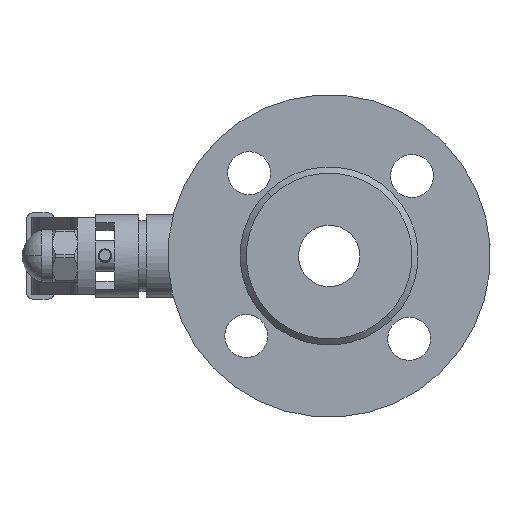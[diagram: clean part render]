
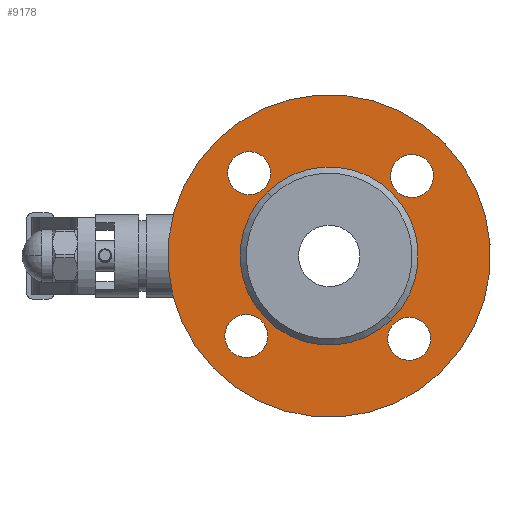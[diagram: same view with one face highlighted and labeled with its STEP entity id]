
A CAD part, left-side view. The second image highlights one B-rep face of the part: STEP entity #9178.
In plain terms, the highlighted face is planar.
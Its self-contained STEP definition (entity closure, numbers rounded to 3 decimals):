
#161 = EDGE_CURVE ( 'NONE', #5377, #6005, #4858, .T. ) ;
#175 = CARTESIAN_POINT ( 'NONE',  ( 37.5, 2., -7. ) ) ;
#272 = ORIENTED_EDGE ( 'NONE', *, *, #4843, .F. ) ;
#283 = EDGE_CURVE ( 'NONE', #6042, #1634, #5681, .T. ) ;
#312 = DIRECTION ( 'NONE',  ( 0., 0., -1. ) ) ;
#340 = CARTESIAN_POINT ( 'NONE',  ( 0., 2., 30.5 ) ) ;
#371 = CIRCLE ( 'NONE', #8245, 7. ) ;
#464 = EDGE_CURVE ( 'NONE', #6785, #2197, #7321, .T. ) ;
#563 = CIRCLE ( 'NONE', #3499, 7. ) ;
#661 = FACE_BOUND ( 'NONE', #2003, .T. ) ;
#680 = CARTESIAN_POINT ( 'NONE',  ( 37.5, 2., 0. ) ) ;
#707 = FACE_BOUND ( 'NONE', #2073, .T. ) ;
#1021 = CARTESIAN_POINT ( 'NONE',  ( -37.5, 2., 7. ) ) ;
#1045 = CIRCLE ( 'NONE', #5146, 29. ) ;
#1281 = DIRECTION ( 'NONE',  ( 0., 0., -1. ) ) ;
#1349 = EDGE_CURVE ( 'NONE', #9519, #3911, #371, .T. ) ;
#1614 = CARTESIAN_POINT ( 'NONE',  ( 37.5, 2., 0. ) ) ;
#1634 = VERTEX_POINT ( 'NONE', #6021 ) ;
#1648 = CARTESIAN_POINT ( 'NONE',  ( 37.5, 2., 7. ) ) ;
#1764 = AXIS2_PLACEMENT_3D ( 'NONE', #5079, #9769, #6571 ) ;
#1830 = DIRECTION ( 'NONE',  ( 0., 0., -1. ) ) ;
#1955 = DIRECTION ( 'NONE',  ( 0., -1., 0. ) ) ;
#1962 = EDGE_LOOP ( 'NONE', ( #8543, #5195 ) ) ;
#2003 = EDGE_LOOP ( 'NONE', ( #5239, #3862 ) ) ;
#2046 = DIRECTION ( 'NONE',  ( 0., -1., 0. ) ) ;
#2073 = EDGE_LOOP ( 'NONE', ( #9852, #4005 ) ) ;
#2197 = VERTEX_POINT ( 'NONE', #175 ) ;
#2299 = VERTEX_POINT ( 'NONE', #4359 ) ;
#2645 = EDGE_CURVE ( 'NONE', #1634, #6042, #563, .T. ) ;
#2717 = DIRECTION ( 'NONE',  ( 0., 0., -1. ) ) ;
#2919 = DIRECTION ( 'NONE',  ( 0., 0., -1. ) ) ;
#2964 = EDGE_LOOP ( 'NONE', ( #9780, #9457 ) ) ;
#3260 = EDGE_LOOP ( 'NONE', ( #6312, #272 ) ) ;
#3271 = DIRECTION ( 'NONE',  ( 0., -1., 0. ) ) ;
#3499 = AXIS2_PLACEMENT_3D ( 'NONE', #9080, #8213, #8872 ) ;
#3682 = CARTESIAN_POINT ( 'NONE',  ( -37.5, 2., 0. ) ) ;
#3691 = AXIS2_PLACEMENT_3D ( 'NONE', #3682, #5410, #2919 ) ;
#3840 = CARTESIAN_POINT ( 'NONE',  ( 0., 2., 29. ) ) ;
#3847 = AXIS2_PLACEMENT_3D ( 'NONE', #5926, #2046, #1281 ) ;
#3851 = VERTEX_POINT ( 'NONE', #9582 ) ;
#3862 = ORIENTED_EDGE ( 'NONE', *, *, #283, .F. ) ;
#3911 = VERTEX_POINT ( 'NONE', #1021 ) ;
#4005 = ORIENTED_EDGE ( 'NONE', *, *, #6534, .F. ) ;
#4079 = CARTESIAN_POINT ( 'NONE',  ( 0., 2., -29. ) ) ;
#4273 = DIRECTION ( 'NONE',  ( 0., -1., 0. ) ) ;
#4291 = DIRECTION ( 'NONE',  ( 0., -1., 0. ) ) ;
#4308 = CIRCLE ( 'NONE', #8267, 7. ) ;
#4359 = CARTESIAN_POINT ( 'NONE',  ( 0., 2., -52.5 ) ) ;
#4640 = CIRCLE ( 'NONE', #4973, 7. ) ;
#4721 = DIRECTION ( 'NONE',  ( 0., -1., 0. ) ) ;
#4784 = DIRECTION ( 'NONE',  ( 0., 0., -1. ) ) ;
#4820 = CIRCLE ( 'NONE', #3691, 7. ) ;
#4843 = EDGE_CURVE ( 'NONE', #7718, #3851, #7752, .T. ) ;
#4858 = CIRCLE ( 'NONE', #1764, 29. ) ;
#4872 = DIRECTION ( 'NONE',  ( 0., 0., -1. ) ) ;
#4899 = EDGE_CURVE ( 'NONE', #6005, #5377, #1045, .T. ) ;
#4973 = AXIS2_PLACEMENT_3D ( 'NONE', #1614, #4721, #7861 ) ;
#5079 = CARTESIAN_POINT ( 'NONE',  ( 0., 2., 0. ) ) ;
#5146 = AXIS2_PLACEMENT_3D ( 'NONE', #9752, #4291, #2717 ) ;
#5195 = ORIENTED_EDGE ( 'NONE', *, *, #1349, .F. ) ;
#5239 = ORIENTED_EDGE ( 'NONE', *, *, #2645, .F. ) ;
#5377 = VERTEX_POINT ( 'NONE', #3840 ) ;
#5410 = DIRECTION ( 'NONE',  ( 0., -1., 0. ) ) ;
#5681 = CIRCLE ( 'NONE', #8637, 7. ) ;
#5734 = CARTESIAN_POINT ( 'NONE',  ( 0., 2., -37.5 ) ) ;
#5926 = CARTESIAN_POINT ( 'NONE',  ( 0., 2., 0. ) ) ;
#6005 = VERTEX_POINT ( 'NONE', #4079 ) ;
#6021 = CARTESIAN_POINT ( 'NONE',  ( 0., 2., 44.5 ) ) ;
#6030 = DIRECTION ( 'NONE',  ( 0., -1., 0. ) ) ;
#6042 = VERTEX_POINT ( 'NONE', #340 ) ;
#6047 = DIRECTION ( 'NONE',  ( 0., 0., -1. ) ) ;
#6090 = CARTESIAN_POINT ( 'NONE',  ( 29., 2., 0. ) ) ;
#6099 = EDGE_CURVE ( 'NONE', #6238, #2299, #8109, .T. ) ;
#6219 = EDGE_CURVE ( 'NONE', #3851, #7718, #4308, .T. ) ;
#6238 = VERTEX_POINT ( 'NONE', #9014 ) ;
#6312 = ORIENTED_EDGE ( 'NONE', *, *, #6219, .F. ) ;
#6315 = DIRECTION ( 'NONE',  ( 0., -1., 0. ) ) ;
#6534 = EDGE_CURVE ( 'NONE', #2197, #6785, #4640, .T. ) ;
#6571 = DIRECTION ( 'NONE',  ( 0., 0., -1. ) ) ;
#6608 = EDGE_LOOP ( 'NONE', ( #9112, #9246 ) ) ;
#6785 = VERTEX_POINT ( 'NONE', #1648 ) ;
#6878 = CARTESIAN_POINT ( 'NONE',  ( 0., 2., 37.5 ) ) ;
#6902 = FACE_BOUND ( 'NONE', #6608, .T. ) ;
#6920 = AXIS2_PLACEMENT_3D ( 'NONE', #5734, #1955, #312 ) ;
#6928 = DIRECTION ( 'NONE',  ( 0., 0., -1. ) ) ;
#7003 = FACE_BOUND ( 'NONE', #1962, .T. ) ;
#7159 = AXIS2_PLACEMENT_3D ( 'NONE', #680, #6315, #4872 ) ;
#7321 = CIRCLE ( 'NONE', #7159, 7. ) ;
#7343 = EDGE_CURVE ( 'NONE', #2299, #6238, #8122, .T. ) ;
#7475 = EDGE_CURVE ( 'NONE', #3911, #9519, #4820, .T. ) ;
#7562 = DIRECTION ( 'NONE',  ( 0., 0., -1. ) ) ;
#7603 = AXIS2_PLACEMENT_3D ( 'NONE', #9670, #4273, #1830 ) ;
#7634 = PLANE ( 'NONE',  #7643 ) ;
#7643 = AXIS2_PLACEMENT_3D ( 'NONE', #6090, #8612, #6047 ) ;
#7718 = VERTEX_POINT ( 'NONE', #8292 ) ;
#7752 = CIRCLE ( 'NONE', #6920, 7. ) ;
#7861 = DIRECTION ( 'NONE',  ( 0., 0., -1. ) ) ;
#7945 = CARTESIAN_POINT ( 'NONE',  ( -37.5, 2., -7. ) ) ;
#8109 = CIRCLE ( 'NONE', #7603, 52.5 ) ;
#8122 = CIRCLE ( 'NONE', #3847, 52.5 ) ;
#8213 = DIRECTION ( 'NONE',  ( 0., -1., 0. ) ) ;
#8245 = AXIS2_PLACEMENT_3D ( 'NONE', #8744, #3271, #4784 ) ;
#8267 = AXIS2_PLACEMENT_3D ( 'NONE', #9876, #6030, #7562 ) ;
#8292 = CARTESIAN_POINT ( 'NONE',  ( 0., 2., -44.5 ) ) ;
#8543 = ORIENTED_EDGE ( 'NONE', *, *, #7475, .F. ) ;
#8612 = DIRECTION ( 'NONE',  ( 0., -1., 0. ) ) ;
#8637 = AXIS2_PLACEMENT_3D ( 'NONE', #6878, #9304, #6928 ) ;
#8744 = CARTESIAN_POINT ( 'NONE',  ( -37.5, 2., 0. ) ) ;
#8872 = DIRECTION ( 'NONE',  ( 0., 0., -1. ) ) ;
#9014 = CARTESIAN_POINT ( 'NONE',  ( 0., 2., 52.5 ) ) ;
#9080 = CARTESIAN_POINT ( 'NONE',  ( 0., 2., 37.5 ) ) ;
#9112 = ORIENTED_EDGE ( 'NONE', *, *, #161, .F. ) ;
#9178 = ADVANCED_FACE ( 'NONE', ( #9279, #707, #661, #7003, #9223, #6902 ), #7634, .T. ) ;
#9223 = FACE_OUTER_BOUND ( 'NONE', #2964, .T. ) ;
#9246 = ORIENTED_EDGE ( 'NONE', *, *, #4899, .F. ) ;
#9279 = FACE_BOUND ( 'NONE', #3260, .T. ) ;
#9304 = DIRECTION ( 'NONE',  ( 0., -1., 0. ) ) ;
#9457 = ORIENTED_EDGE ( 'NONE', *, *, #6099, .T. ) ;
#9519 = VERTEX_POINT ( 'NONE', #7945 ) ;
#9582 = CARTESIAN_POINT ( 'NONE',  ( 0., 2., -30.5 ) ) ;
#9670 = CARTESIAN_POINT ( 'NONE',  ( 0., 2., 0. ) ) ;
#9752 = CARTESIAN_POINT ( 'NONE',  ( 0., 2., 0. ) ) ;
#9769 = DIRECTION ( 'NONE',  ( 0., -1., 0. ) ) ;
#9780 = ORIENTED_EDGE ( 'NONE', *, *, #7343, .T. ) ;
#9852 = ORIENTED_EDGE ( 'NONE', *, *, #464, .F. ) ;
#9876 = CARTESIAN_POINT ( 'NONE',  ( 0., 2., -37.5 ) ) ;
